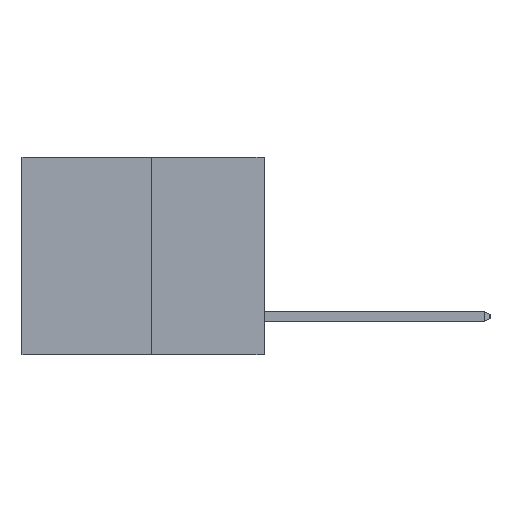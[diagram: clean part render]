
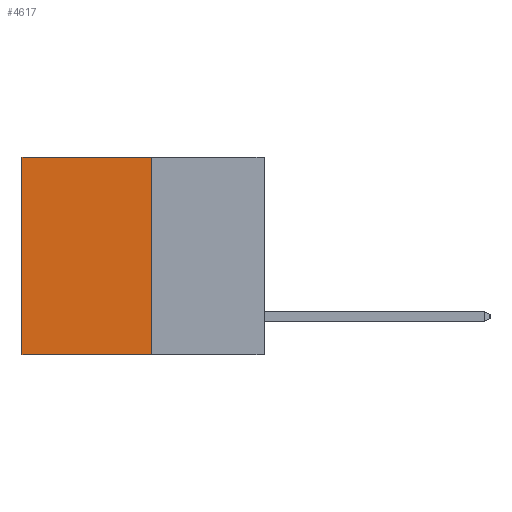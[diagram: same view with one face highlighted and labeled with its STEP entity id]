
A CAD part, left-side view. The second image highlights one B-rep face of the part: STEP entity #4617.
In plain terms, the highlighted planar face has unit normal (-1, 0, 0).
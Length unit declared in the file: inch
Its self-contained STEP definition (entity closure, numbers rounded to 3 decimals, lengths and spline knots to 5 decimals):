
#525 = LINE ( 'NONE', #6962, #15539 ) ;
#665 = EDGE_CURVE ( 'NONE', #4002, #16477, #19211, .T. ) ;
#1523 = LINE ( 'NONE', #10291, #18671 ) ;
#1923 = DIRECTION ( 'NONE',  ( 0., 0., -1. ) ) ;
#2933 = DIRECTION ( 'NONE',  ( 0., 1., 0. ) ) ;
#3021 = DIRECTION ( 'NONE',  ( 0., 0., -1. ) ) ;
#3727 = ORIENTED_EDGE ( 'NONE', *, *, #665, .F. ) ;
#4002 = VERTEX_POINT ( 'NONE', #18631 ) ;
#4528 = ORIENTED_EDGE ( 'NONE', *, *, #14331, .F. ) ;
#4617 = ADVANCED_FACE ( 'NONE', ( #13451 ), #8991, .F. ) ;
#6326 = ORIENTED_EDGE ( 'NONE', *, *, #15737, .T. ) ;
#6962 = CARTESIAN_POINT ( 'NONE',  ( 0.3165, 0.6, -0.49 ) ) ;
#7001 = VERTEX_POINT ( 'NONE', #16021 ) ;
#7617 = CARTESIAN_POINT ( 'NONE',  ( 0.3165, 0.28, -0.49 ) ) ;
#8316 = DIRECTION ( 'NONE',  ( 0., 0., -1. ) ) ;
#8991 = PLANE ( 'NONE',  #13104 ) ;
#9072 = CARTESIAN_POINT ( 'NONE',  ( 0.3165, 0.28, -0.49 ) ) ;
#10291 = CARTESIAN_POINT ( 'NONE',  ( 0.3165, 0.28, 0. ) ) ;
#10309 = VERTEX_POINT ( 'NONE', #11573 ) ;
#10778 = CARTESIAN_POINT ( 'NONE',  ( 0.3165, 0.28, -0.49 ) ) ;
#11320 = EDGE_CURVE ( 'NONE', #10309, #7001, #1523, .T. ) ;
#11573 = CARTESIAN_POINT ( 'NONE',  ( 0.3165, 0.28, 0. ) ) ;
#13104 = AXIS2_PLACEMENT_3D ( 'NONE', #7617, #16621, #3021 ) ;
#13210 = VECTOR ( 'NONE', #1923, 39.37008 ) ;
#13451 = FACE_OUTER_BOUND ( 'NONE', #17713, .T. ) ;
#13598 = DIRECTION ( 'NONE',  ( 0., 1., 0. ) ) ;
#14331 = EDGE_CURVE ( 'NONE', #10309, #4002, #15140, .T. ) ;
#15140 = LINE ( 'NONE', #10778, #13210 ) ;
#15539 = VECTOR ( 'NONE', #8316, 39.37008 ) ;
#15737 = EDGE_CURVE ( 'NONE', #7001, #16477, #525, .T. ) ;
#16021 = CARTESIAN_POINT ( 'NONE',  ( 0.3165, 0.6, 0. ) ) ;
#16262 = ORIENTED_EDGE ( 'NONE', *, *, #11320, .T. ) ;
#16477 = VERTEX_POINT ( 'NONE', #18844 ) ;
#16621 = DIRECTION ( 'NONE',  ( 1., 0., 0. ) ) ;
#17528 = VECTOR ( 'NONE', #13598, 39.37008 ) ;
#17713 = EDGE_LOOP ( 'NONE', ( #6326, #3727, #4528, #16262 ) ) ;
#18631 = CARTESIAN_POINT ( 'NONE',  ( 0.3165, 0.28, -0.49 ) ) ;
#18671 = VECTOR ( 'NONE', #2933, 39.37008 ) ;
#18844 = CARTESIAN_POINT ( 'NONE',  ( 0.3165, 0.6, -0.49 ) ) ;
#19211 = LINE ( 'NONE', #9072, #17528 ) ;
